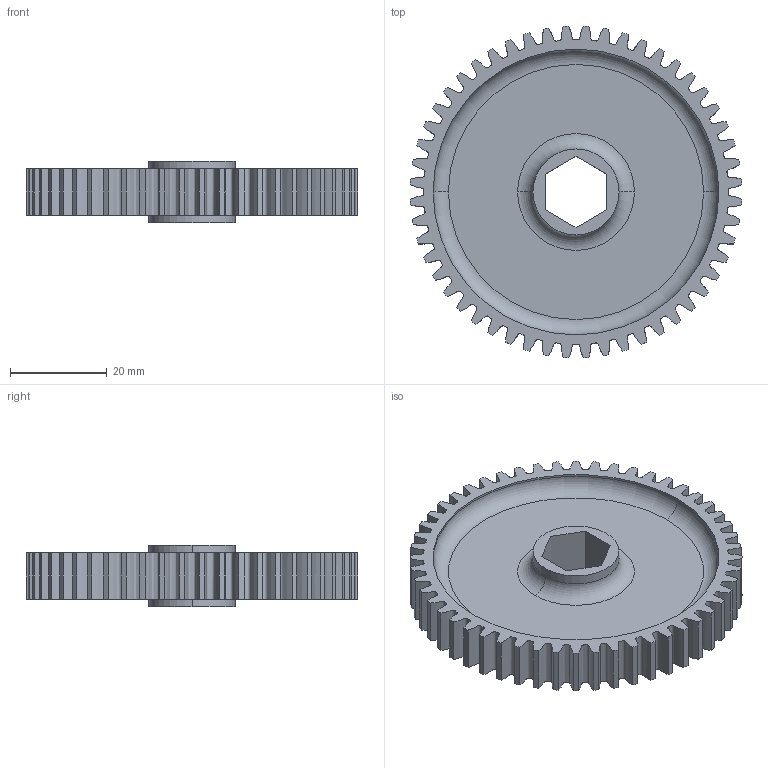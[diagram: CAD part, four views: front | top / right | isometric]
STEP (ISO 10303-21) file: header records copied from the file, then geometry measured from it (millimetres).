
FILE_DESCRIPTION (( 'STEP AP214' ), '1' );
FILE_NAME ('WCP-0138 Rev1.STEP', '2023-01-25T01:32:08', ( '' ), ( '' ), 'SwSTEP 2.0', 'SolidWorks 2020', '' );
FILE_SCHEMA (( 'AUTOMOTIVE_DESIGN' ));
Length unit declared in the file: inch
Products named in the file (1): WCP-0138 Rev1
Bounding box: 68.51 x 68.51 x 12.65 mm (x, y, z)
Volume: 15513.8 mm3; surface area: 12363 mm2
Topology: 1 solids, 1 shells, 132 faces, 370 edges, 244 vertices
Faces by surface type: cylinder 60, bspline 52, plane 12, torus 8
Entity records: 18162 total; most frequent: CARTESIAN_POINT 14943, ORIENTED_EDGE 740, DIRECTION 564, EDGE_CURVE 370, VERTEX_POINT 244, AXIS2_PLACEMENT_3D 217, EDGE_LOOP 138, CIRCLE 136
